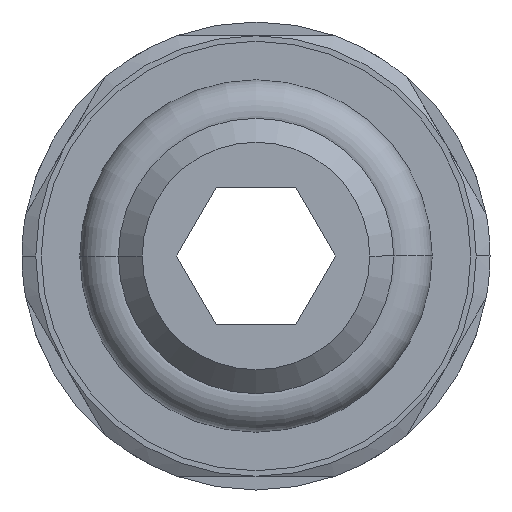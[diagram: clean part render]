
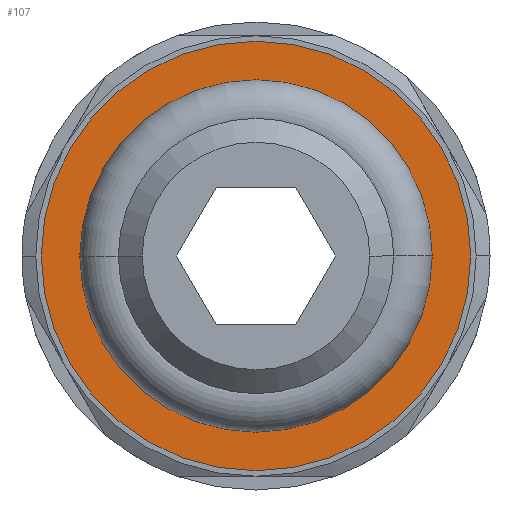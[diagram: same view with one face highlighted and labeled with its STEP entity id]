
A CAD part, front view. The second image highlights one B-rep face of the part: STEP entity #107.
In plain terms, the highlighted planar face has unit normal (0, -1, 0).
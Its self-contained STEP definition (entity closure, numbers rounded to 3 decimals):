
#107=ADVANCED_FACE('',(#239,#240),#241,.T.);
#239=FACE_BOUND('',#380,.T.);
#240=FACE_OUTER_BOUND('',#381,.T.);
#241=PLANE('',#382);
#380=EDGE_LOOP('',(#860,#861,#862));
#381=EDGE_LOOP('',(#863,#864));
#382=AXIS2_PLACEMENT_3D('',#865,#866,#867);
#860=ORIENTED_EDGE('',*,*,#1032,.T.);
#861=ORIENTED_EDGE('',*,*,#946,.T.);
#862=ORIENTED_EDGE('',*,*,#1033,.T.);
#863=ORIENTED_EDGE('',*,*,#911,.F.);
#864=ORIENTED_EDGE('',*,*,#1047,.F.);
#865=CARTESIAN_POINT('',(-2.984,3.5,0.0));
#866=DIRECTION('',(0.,-1.0,-0.0));
#867=DIRECTION('',(1.0,0.,0.0));
#911=EDGE_CURVE('',#1103,#1106,#1107,.T.);
#946=EDGE_CURVE('',#1168,#1166,#1169,.T.);
#1032=EDGE_CURVE('',#1307,#1168,#1308,.T.);
#1033=EDGE_CURVE('',#1166,#1307,#1309,.T.);
#1047=EDGE_CURVE('',#1106,#1103,#1324,.T.);
#1103=VERTEX_POINT('',#1356);
#1106=VERTEX_POINT('',#1360);
#1107=CIRCLE('',#1361,3.9);
#1166=VERTEX_POINT('',#1437);
#1168=VERTEX_POINT('',#1439);
#1169=CIRCLE('',#1440,3.047);
#1307=VERTEX_POINT('',#1752);
#1308=CIRCLE('',#1753,3.047);
#1309=CIRCLE('',#1754,3.047);
#1324=CIRCLE('',#1769,3.9);
#1356=CARTESIAN_POINT('',(-3.9,3.5,0.0));
#1360=CARTESIAN_POINT('',(3.9,3.5,0.));
#1361=AXIS2_PLACEMENT_3D('',#1815,#1816,#1817);
#1437=CARTESIAN_POINT('',(-3.047,3.5,0.));
#1439=CARTESIAN_POINT('',(3.047,3.5,0.));
#1440=AXIS2_PLACEMENT_3D('',#1886,#1887,#1888);
#1752=CARTESIAN_POINT('',(0.,3.5,3.047));
#1753=AXIS2_PLACEMENT_3D('',#2024,#2025,#2026);
#1754=AXIS2_PLACEMENT_3D('',#2027,#2028,#2029);
#1769=AXIS2_PLACEMENT_3D('',#2069,#2070,#2071);
#1815=CARTESIAN_POINT('',(0.0,3.5,0.0));
#1816=DIRECTION('',(0.0,1.0,0.0));
#1817=DIRECTION('',(-1.0,0.0,0.0));
#1886=CARTESIAN_POINT('',(0.,3.5,0.0));
#1887=DIRECTION('',(0.,1.0,0.0));
#1888=DIRECTION('',(0.0,0.0,-1.0));
#2024=CARTESIAN_POINT('',(0.,3.5,0.0));
#2025=DIRECTION('',(0.,1.0,0.0));
#2026=DIRECTION('',(0.0,0.0,-1.0));
#2027=CARTESIAN_POINT('',(0.,3.5,0.0));
#2028=DIRECTION('',(0.,1.0,0.0));
#2029=DIRECTION('',(0.0,0.0,-1.0));
#2069=CARTESIAN_POINT('',(0.0,3.5,0.0));
#2070=DIRECTION('',(0.0,1.0,0.0));
#2071=DIRECTION('',(-1.0,0.0,0.0));
